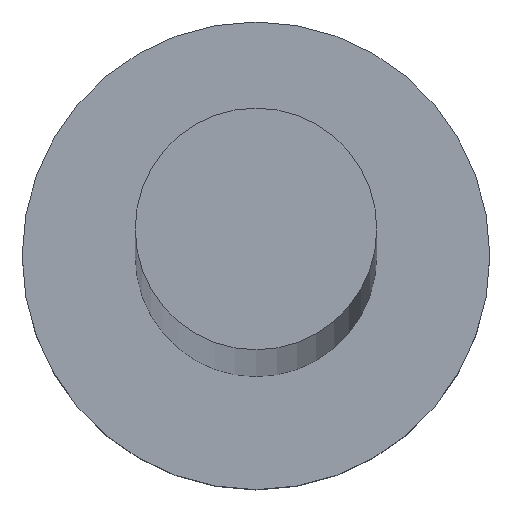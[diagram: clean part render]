
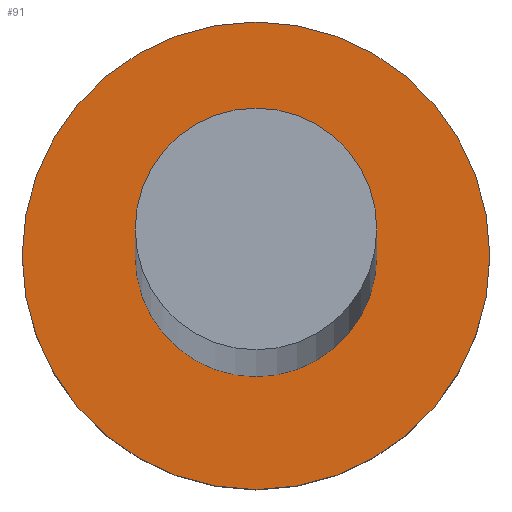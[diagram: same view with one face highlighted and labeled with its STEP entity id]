
A CAD part, top view. The second image highlights one B-rep face of the part: STEP entity #91.
In plain terms, the highlighted planar face has unit normal (0, 0, 1).
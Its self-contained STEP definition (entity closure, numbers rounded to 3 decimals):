
#7 = EDGE_LOOP ( 'NONE', ( #122, #103 ) ) ;
#9 = DIRECTION ( 'NONE',  ( 0., 0., 1. ) ) ;
#15 = CARTESIAN_POINT ( 'NONE',  ( -6., 0., 5. ) ) ;
#21 = CARTESIAN_POINT ( 'NONE',  ( 0., 0., 5. ) ) ;
#24 = VERTEX_POINT ( 'NONE', #229 ) ;
#26 = CIRCLE ( 'NONE', #131, 6. ) ;
#35 = EDGE_LOOP ( 'NONE', ( #194, #245 ) ) ;
#42 = FACE_OUTER_BOUND ( 'NONE', #7, .T. ) ;
#43 = CARTESIAN_POINT ( 'NONE',  ( 0., 0., 5. ) ) ;
#45 = CARTESIAN_POINT ( 'NONE',  ( 0., 0., 5. ) ) ;
#52 = CIRCLE ( 'NONE', #70, 3.1 ) ;
#53 = EDGE_CURVE ( 'NONE', #214, #191, #26, .T. ) ;
#60 = DIRECTION ( 'NONE',  ( 0., 0., 1. ) ) ;
#61 = FACE_BOUND ( 'NONE', #35, .T. ) ;
#70 = AXIS2_PLACEMENT_3D ( 'NONE', #246, #9, #146 ) ;
#72 = EDGE_CURVE ( 'NONE', #110, #24, #52, .T. ) ;
#80 = DIRECTION ( 'NONE',  ( 1., 0., 0. ) ) ;
#91 = ADVANCED_FACE ( 'NONE', ( #61, #42 ), #231, .T. ) ;
#103 = ORIENTED_EDGE ( 'NONE', *, *, #140, .T. ) ;
#104 = CIRCLE ( 'NONE', #242, 6. ) ;
#110 = VERTEX_POINT ( 'NONE', #142 ) ;
#112 = AXIS2_PLACEMENT_3D ( 'NONE', #43, #125, #126 ) ;
#122 = ORIENTED_EDGE ( 'NONE', *, *, #53, .T. ) ;
#125 = DIRECTION ( 'NONE',  ( 0., 0., 1. ) ) ;
#126 = DIRECTION ( 'NONE',  ( 1., 0., 0. ) ) ;
#131 = AXIS2_PLACEMENT_3D ( 'NONE', #21, #180, #167 ) ;
#135 = AXIS2_PLACEMENT_3D ( 'NONE', #224, #188, #164 ) ;
#140 = EDGE_CURVE ( 'NONE', #191, #214, #104, .T. ) ;
#142 = CARTESIAN_POINT ( 'NONE',  ( 3.1, 0., 5. ) ) ;
#145 = EDGE_CURVE ( 'NONE', #24, #110, #234, .T. ) ;
#146 = DIRECTION ( 'NONE',  ( 1., 0., 0. ) ) ;
#148 = CARTESIAN_POINT ( 'NONE',  ( 6., 0., 5. ) ) ;
#164 = DIRECTION ( 'NONE',  ( 1., 0., 0. ) ) ;
#167 = DIRECTION ( 'NONE',  ( 1., 0., 0. ) ) ;
#180 = DIRECTION ( 'NONE',  ( 0., 0., 1. ) ) ;
#188 = DIRECTION ( 'NONE',  ( 0., 0., 1. ) ) ;
#191 = VERTEX_POINT ( 'NONE', #148 ) ;
#194 = ORIENTED_EDGE ( 'NONE', *, *, #145, .F. ) ;
#214 = VERTEX_POINT ( 'NONE', #15 ) ;
#224 = CARTESIAN_POINT ( 'NONE',  ( 0., 0., 5. ) ) ;
#229 = CARTESIAN_POINT ( 'NONE',  ( -3.1, 0., 5. ) ) ;
#231 = PLANE ( 'NONE',  #135 ) ;
#234 = CIRCLE ( 'NONE', #112, 3.1 ) ;
#242 = AXIS2_PLACEMENT_3D ( 'NONE', #45, #60, #80 ) ;
#245 = ORIENTED_EDGE ( 'NONE', *, *, #72, .F. ) ;
#246 = CARTESIAN_POINT ( 'NONE',  ( 0., 0., 5. ) ) ;
